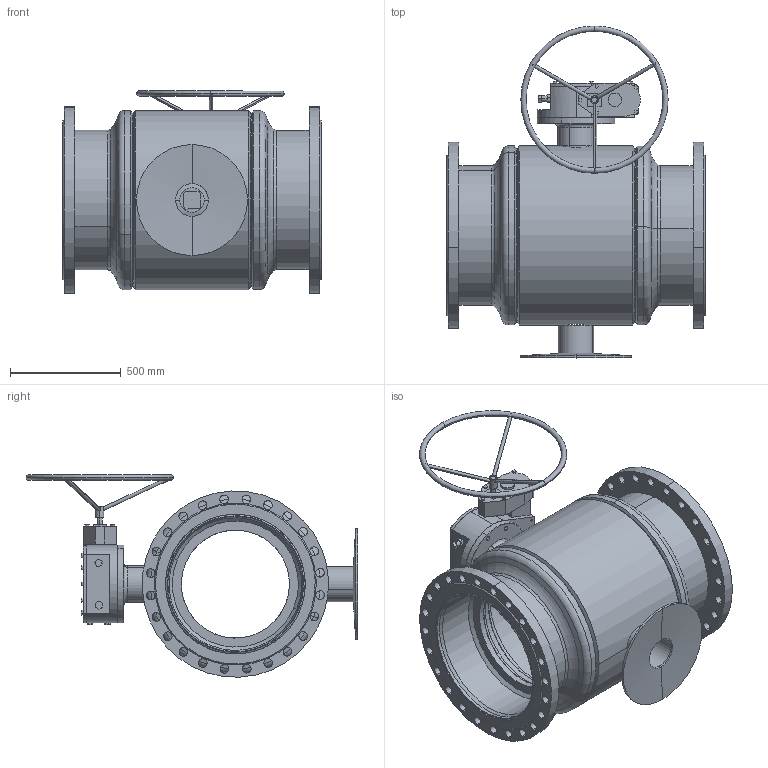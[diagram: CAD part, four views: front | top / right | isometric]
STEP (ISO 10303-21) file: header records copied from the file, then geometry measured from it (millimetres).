
FILE_DESCRIPTION (( 'STEP AP214' ), '1' );
FILE_NAME ('DN600涡轮法兰球阀PN25.STEP', '2023-10-08T08:08:29', ( '' ), ( '' ), 'SwSTEP 2.0', 'SolidWorks 2019', '' );
FILE_SCHEMA (( 'AUTOMOTIVE_DESIGN' ));
Length unit declared in the file: millimetre
Products named in the file (11): DN600涡轮法兰球阀PN25; 600瑩; 600楊擘2.5; 600概裝; 600Q367F16C-01; 恘謫600; 600盓殤埴攫; 600埴攫盓殤奪; 600 晚概极; 恘謫忒梟600; 600粣杶蜊傻
Assembly tree (13 placements, depth 2):
  DN600涡轮法兰球阀PN25
    600Q367F16C-01
    600粣杶蜊傻
    600 晚概极  x2
    600概裝
    600瑩  x2
    600埴攫盓殤奪
    600盓殤埴攫
    恘謫600
    恘謫忒梟600
    600楊擘2.5  x2
Bounding box: 1163 x 1495 x 911.96 mm (x, y, z)
Volume: 143550683.9 mm3; surface area: 9783881 mm2
Topology: 14 solids, 21 shells, 657 faces, 1582 edges, 1023 vertices
Faces by surface type: cylinder 304, plane 274, cone 61, torus 18
Entity records: 18602 total; most frequent: CARTESIAN_POINT 4341, DIRECTION 2850, ORIENTED_EDGE 2628, EDGE_CURVE 1314, AXIS2_PLACEMENT_3D 1044, VERTEX_POINT 853, LINE 762, VECTOR 762
